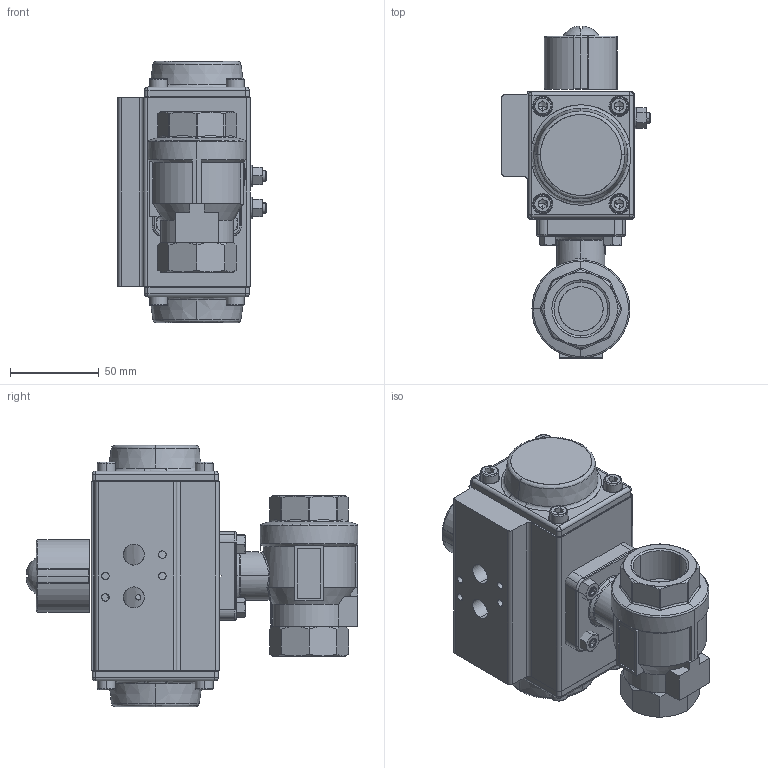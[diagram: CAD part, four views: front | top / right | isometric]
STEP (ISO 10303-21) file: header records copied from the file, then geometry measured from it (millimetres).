
FILE_DESCRIPTION (( 'STEP AP214' ), '1' );
FILE_NAME ('PK02_DN25_einfachwirkend (PK02010005).STEP', '2022-01-20T08:19:07', ( '' ), ( '' ), 'SwSTEP 2.0', 'SolidWorks 2021', '' );
FILE_SCHEMA (( 'AUTOMOTIVE_DESIGN' ));
Length unit declared in the file: metre
Products named in the file (1): PK02_DN25_einfachwirkend (PK02010005)
Bounding box: 83.5 x 186.65 x 147 mm (x, y, z)
Surface area: 109309.4 mm2 (no closed solid volume)
Topology: 0 solids, 695 shells, 853 faces, 3903 edges, 3702 vertices
Faces by surface type: plane 340, cylinder 200, bspline 157, cone 148, torus 6, sphere 2
Entity records: 71881 total; most frequent: CARTESIAN_POINT 34048, DIRECTION 5180, ORIENTED_EDGE 4142, EDGE_CURVE 3869, VERTEX_POINT 3702, AXIS2_PLACEMENT_3D 1741, LINE 1698, VECTOR 1698
